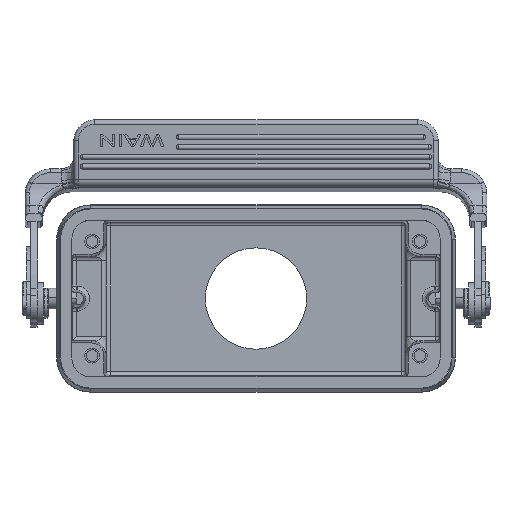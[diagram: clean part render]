
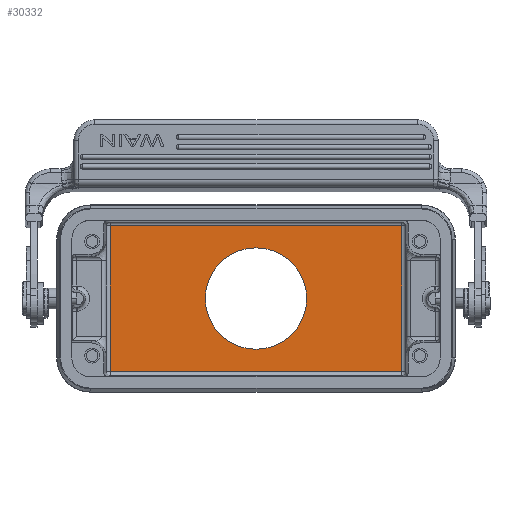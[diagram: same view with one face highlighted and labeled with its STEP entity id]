
A CAD part, front view. The second image highlights one B-rep face of the part: STEP entity #30332.
In plain terms, the highlighted planar face has unit normal (0, -1, 0).
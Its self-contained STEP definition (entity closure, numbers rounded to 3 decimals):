
#8073=CARTESIAN_POINT('',(0.,43.,0.));
#8074=DIRECTION('',(0.,-1.,0.));
#8075=DIRECTION('',(-1.,0.,0.));
#8076=AXIS2_PLACEMENT_3D('',#8073,#8074,#8075);
#8078=CARTESIAN_POINT('',(0.,43.,0.));
#8079=DIRECTION('',(0.,-1.,0.));
#8080=DIRECTION('',(1.,0.,0.));
#8081=AXIS2_PLACEMENT_3D('',#8078,#8079,#8080);
#8087=DIRECTION('',(-1.,0.,0.));
#8088=VECTOR('',#8087,68.89);
#8089=CARTESIAN_POINT('',(34.445,43.,17.222));
#8090=LINE('',#8089,#8088);
#8110=DIRECTION('',(0.,0.,1.));
#8111=VECTOR('',#8110,34.445);
#8112=CARTESIAN_POINT('',(34.445,43.,-17.222));
#8113=LINE('',#8112,#8111);
#9458=DIRECTION('',(0.,0.,-1.));
#9459=VECTOR('',#9458,34.445);
#9460=CARTESIAN_POINT('',(-34.445,43.,17.222));
#9461=LINE('',#9460,#9459);
#9481=DIRECTION('',(1.,0.,0.));
#9482=VECTOR('',#9481,68.89);
#9483=CARTESIAN_POINT('',(-34.445,43.,-17.222));
#9484=LINE('',#9483,#9482);
#14008=CARTESIAN_POINT('',(34.445,43.,17.222));
#14009=CARTESIAN_POINT('',(-34.445,43.,17.222));
#14010=VERTEX_POINT('',#14008);
#14011=VERTEX_POINT('',#14009);
#14012=CARTESIAN_POINT('',(34.445,43.,-17.222));
#14013=VERTEX_POINT('',#14012);
#14014=CARTESIAN_POINT('',(-34.445,43.,-17.222));
#14015=VERTEX_POINT('',#14014);
#16977=CARTESIAN_POINT('',(12.,43.,0.));
#16978=VERTEX_POINT('',#16977);
#16979=CARTESIAN_POINT('',(-12.,43.,0.));
#16980=VERTEX_POINT('',#16979);
#30313=CARTESIAN_POINT('',(45.5,43.,-21.5));
#30314=DIRECTION('',(0.,1.,0.));
#30315=DIRECTION('',(1.,0.,0.));
#30316=AXIS2_PLACEMENT_3D('',#30313,#30314,#30315);
#30317=PLANE('',#30316);
#30319=ORIENTED_EDGE('',*,*,#30318,.F.);
#30321=ORIENTED_EDGE('',*,*,#30320,.F.);
#30323=ORIENTED_EDGE('',*,*,#30322,.F.);
#30325=ORIENTED_EDGE('',*,*,#30324,.F.);
#30326=EDGE_LOOP('',(#30319,#30321,#30323,#30325));
#30327=FACE_OUTER_BOUND('',#30326,.F.);
#30328=ORIENTED_EDGE('',*,*,#30293,.T.);
#30329=ORIENTED_EDGE('',*,*,#30307,.T.);
#30330=EDGE_LOOP('',(#30328,#30329));
#30331=FACE_BOUND('',#30330,.F.);
#30332=ADVANCED_FACE('',(#30327,#30331),#30317,.F.);
#8077=CIRCLE('',#8076,12.);
#8082=CIRCLE('',#8081,12.);
#30293=EDGE_CURVE('',#16980,#16978,#8077,.T.);
#30307=EDGE_CURVE('',#16978,#16980,#8082,.T.);
#30318=EDGE_CURVE('',#14010,#14011,#8090,.T.);
#30320=EDGE_CURVE('',#14013,#14010,#8113,.T.);
#30322=EDGE_CURVE('',#14015,#14013,#9484,.T.);
#30324=EDGE_CURVE('',#14011,#14015,#9461,.T.);
